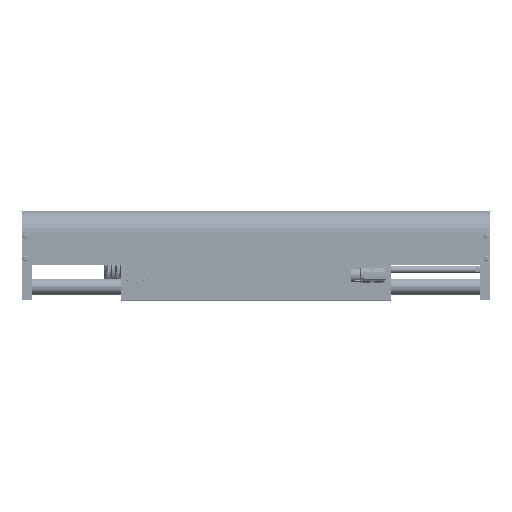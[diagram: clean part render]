
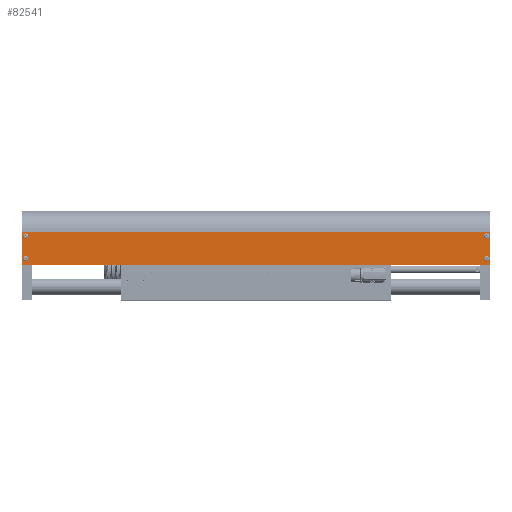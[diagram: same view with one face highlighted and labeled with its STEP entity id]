
A CAD part, top view. The second image highlights one B-rep face of the part: STEP entity #82541.
In plain terms, the highlighted face is planar.
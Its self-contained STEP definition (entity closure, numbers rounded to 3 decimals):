
#955 = DIRECTION ( 'NONE',  ( -1., 0., 0. ) ) ;
#2910 = EDGE_LOOP ( 'NONE', ( #170117 ) ) ;
#12929 = CARTESIAN_POINT ( 'NONE',  ( -32., -42., 724.4 ) ) ;
#12974 = LINE ( 'NONE', #129545, #95767 ) ;
#18720 = CIRCLE ( 'NONE', #139307, 2.4 ) ;
#18784 = CARTESIAN_POINT ( 'NONE',  ( -32., 0., 727. ) ) ;
#19421 = ORIENTED_EDGE ( 'NONE', *, *, #82084, .F. ) ;
#19917 = VERTEX_POINT ( 'NONE', #203378 ) ;
#20270 = CARTESIAN_POINT ( 'NONE',  ( -32., -51.5, 0. ) ) ;
#20328 = AXIS2_PLACEMENT_3D ( 'NONE', #120998, #94987, #126342 ) ;
#20858 = DIRECTION ( 'NONE',  ( 0., 1., 0. ) ) ;
#21327 = EDGE_CURVE ( 'NONE', #103967, #126819, #78821, .T. ) ;
#23012 = CARTESIAN_POINT ( 'NONE',  ( -32., -7., 5. ) ) ;
#29051 = AXIS2_PLACEMENT_3D ( 'NONE', #18784, #150321, #20858 ) ;
#40402 = EDGE_LOOP ( 'NONE', ( #19421 ) ) ;
#46040 = EDGE_CURVE ( 'NONE', #19917, #19917, #200192, .T. ) ;
#50067 = PLANE ( 'NONE',  #29051 ) ;
#50142 = ORIENTED_EDGE ( 'NONE', *, *, #122555, .T. ) ;
#52646 = ORIENTED_EDGE ( 'NONE', *, *, #94946, .F. ) ;
#57142 = EDGE_CURVE ( 'NONE', #192151, #192151, #182361, .T. ) ;
#59318 = LINE ( 'NONE', #108976, #129825 ) ;
#60021 = VECTOR ( 'NONE', #136743, 1000. ) ;
#62147 = EDGE_LOOP ( 'NONE', ( #52646 ) ) ;
#67310 = FACE_BOUND ( 'NONE', #2910, .T. ) ;
#71079 = CARTESIAN_POINT ( 'NONE',  ( -32., -51.5, 727. ) ) ;
#71687 = EDGE_CURVE ( 'NONE', #132497, #77611, #185294, .T. ) ;
#74574 = VERTEX_POINT ( 'NONE', #203099 ) ;
#74831 = CARTESIAN_POINT ( 'NONE',  ( -32., -7., 724.4 ) ) ;
#76580 = CARTESIAN_POINT ( 'NONE',  ( -32., -7., 722. ) ) ;
#77611 = VERTEX_POINT ( 'NONE', #181892 ) ;
#78821 = LINE ( 'NONE', #81975, #136729 ) ;
#81975 = CARTESIAN_POINT ( 'NONE',  ( -32., -51.5, 727. ) ) ;
#82084 = EDGE_CURVE ( 'NONE', #206581, #206581, #87578, .T. ) ;
#82541 = ADVANCED_FACE ( 'NONE', ( #165453, #115915, #147137, #67310, #183830 ), #50067, .F. ) ;
#87578 = CIRCLE ( 'NONE', #156359, 2.4 ) ;
#88227 = CARTESIAN_POINT ( 'NONE',  ( -32., 0., 727. ) ) ;
#88874 = DIRECTION ( 'NONE',  ( -1., 0., 0. ) ) ;
#94946 = EDGE_CURVE ( 'NONE', #74574, #74574, #18720, .T. ) ;
#94987 = DIRECTION ( 'NONE',  ( -1., 0., 0. ) ) ;
#95767 = VECTOR ( 'NONE', #165018, 1000. ) ;
#95860 = ORIENTED_EDGE ( 'NONE', *, *, #71687, .T. ) ;
#96734 = AXIS2_PLACEMENT_3D ( 'NONE', #23012, #88874, #123428 ) ;
#103967 = VERTEX_POINT ( 'NONE', #20270 ) ;
#108976 = CARTESIAN_POINT ( 'NONE',  ( -32., 0., 0. ) ) ;
#110724 = EDGE_LOOP ( 'NONE', ( #141068 ) ) ;
#115915 = FACE_BOUND ( 'NONE', #62147, .T. ) ;
#119570 = ORIENTED_EDGE ( 'NONE', *, *, #21327, .T. ) ;
#120998 = CARTESIAN_POINT ( 'NONE',  ( -32., -42., 722. ) ) ;
#121044 = ORIENTED_EDGE ( 'NONE', *, *, #165800, .F. ) ;
#122555 = EDGE_CURVE ( 'NONE', #77611, #103967, #59318, .T. ) ;
#123428 = DIRECTION ( 'NONE',  ( 0., 0., 1. ) ) ;
#126342 = DIRECTION ( 'NONE',  ( 0., 0., 1. ) ) ;
#126819 = VERTEX_POINT ( 'NONE', #71079 ) ;
#129545 = CARTESIAN_POINT ( 'NONE',  ( -32., 0., 727. ) ) ;
#129825 = VECTOR ( 'NONE', #174722, 1000. ) ;
#132497 = VERTEX_POINT ( 'NONE', #163853 ) ;
#132626 = DIRECTION ( 'NONE',  ( 0., 0., 1. ) ) ;
#136729 = VECTOR ( 'NONE', #161818, 1000. ) ;
#136743 = DIRECTION ( 'NONE',  ( 0., 0., -1. ) ) ;
#139307 = AXIS2_PLACEMENT_3D ( 'NONE', #168155, #955, #132626 ) ;
#141068 = ORIENTED_EDGE ( 'NONE', *, *, #46040, .F. ) ;
#147137 = FACE_BOUND ( 'NONE', #40402, .T. ) ;
#150321 = DIRECTION ( 'NONE',  ( 1., 0., 0. ) ) ;
#156359 = AXIS2_PLACEMENT_3D ( 'NONE', #76580, #173672, #193163 ) ;
#157902 = EDGE_LOOP ( 'NONE', ( #50142, #119570, #121044, #95860 ) ) ;
#161818 = DIRECTION ( 'NONE',  ( 0., 0., 1. ) ) ;
#163853 = CARTESIAN_POINT ( 'NONE',  ( -32., 0., 727. ) ) ;
#165018 = DIRECTION ( 'NONE',  ( 0., -1., 0. ) ) ;
#165453 = FACE_BOUND ( 'NONE', #110724, .T. ) ;
#165800 = EDGE_CURVE ( 'NONE', #132497, #126819, #12974, .T. ) ;
#168155 = CARTESIAN_POINT ( 'NONE',  ( -32., -42., 5. ) ) ;
#170117 = ORIENTED_EDGE ( 'NONE', *, *, #57142, .F. ) ;
#173672 = DIRECTION ( 'NONE',  ( -1., 0., 0. ) ) ;
#174722 = DIRECTION ( 'NONE',  ( 0., -1., 0. ) ) ;
#181892 = CARTESIAN_POINT ( 'NONE',  ( -32., 0., 0. ) ) ;
#182361 = CIRCLE ( 'NONE', #20328, 2.4 ) ;
#183830 = FACE_OUTER_BOUND ( 'NONE', #157902, .T. ) ;
#185294 = LINE ( 'NONE', #88227, #60021 ) ;
#192151 = VERTEX_POINT ( 'NONE', #12929 ) ;
#193163 = DIRECTION ( 'NONE',  ( 0., 0., 1. ) ) ;
#200192 = CIRCLE ( 'NONE', #96734, 2.4 ) ;
#203099 = CARTESIAN_POINT ( 'NONE',  ( -32., -42., 7.4 ) ) ;
#203378 = CARTESIAN_POINT ( 'NONE',  ( -32., -7., 7.4 ) ) ;
#206581 = VERTEX_POINT ( 'NONE', #74831 ) ;
